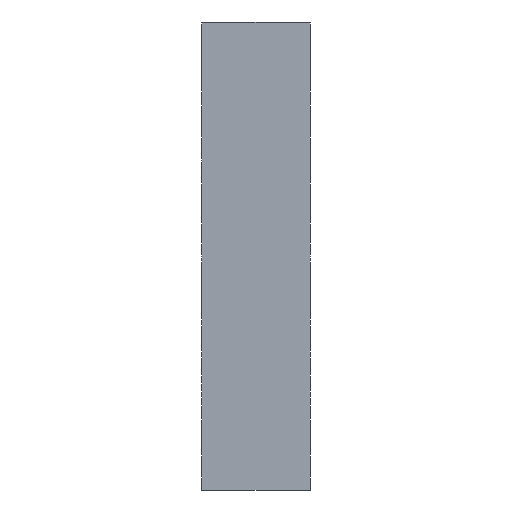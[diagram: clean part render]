
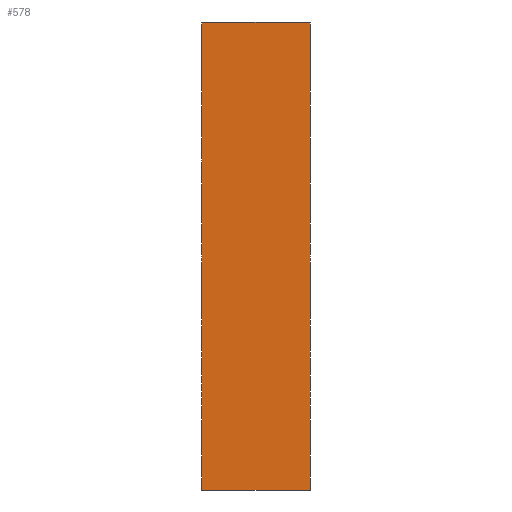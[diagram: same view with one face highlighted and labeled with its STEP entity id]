
A CAD part, front view. The second image highlights one B-rep face of the part: STEP entity #578.
In plain terms, the highlighted planar face has unit normal (0, -1, 0).
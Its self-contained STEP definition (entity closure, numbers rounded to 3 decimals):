
#25=PLANE('',#660);
#54=FACE_OUTER_BOUND('',#88,.T.);
#88=EDGE_LOOP('',(#501,#502,#503,#504));
#101=LINE('',#875,#149);
#124=LINE('',#975,#172);
#133=LINE('',#996,#181);
#140=LINE('',#1015,#188);
#149=VECTOR('',#689,10.);
#172=VECTOR('',#778,10.);
#181=VECTOR('',#807,10.);
#188=VECTOR('',#834,10.);
#235=VERTEX_POINT('',#872);
#236=VERTEX_POINT('',#874);
#279=VERTEX_POINT('',#972);
#280=VERTEX_POINT('',#974);
#293=EDGE_CURVE('',#236,#235,#101,.T.);
#344=EDGE_CURVE('',#280,#279,#124,.T.);
#355=EDGE_CURVE('',#280,#235,#133,.T.);
#364=EDGE_CURVE('',#279,#236,#140,.T.);
#501=ORIENTED_EDGE('',*,*,#344,.T.);
#502=ORIENTED_EDGE('',*,*,#364,.T.);
#503=ORIENTED_EDGE('',*,*,#293,.T.);
#504=ORIENTED_EDGE('',*,*,#355,.F.);
#578=ADVANCED_FACE('',(#54),#25,.T.);
#660=AXIS2_PLACEMENT_3D('',#1014,#832,#833);
#689=DIRECTION('',(0.,0.,-1.));
#778=DIRECTION('',(0.,0.,1.));
#807=DIRECTION('',(-1.,0.,0.));
#832=DIRECTION('center_axis',(0.,-1.,0.));
#833=DIRECTION('ref_axis',(0.,0.,-1.));
#834=DIRECTION('',(-1.,0.,0.));
#872=CARTESIAN_POINT('',(0.,0.,-86.));
#874=CARTESIAN_POINT('',(0.,0.,0.));
#875=CARTESIAN_POINT('',(0.,0.,0.));
#972=CARTESIAN_POINT('',(20.,0.,0.));
#974=CARTESIAN_POINT('',(20.,0.,-86.));
#975=CARTESIAN_POINT('',(20.,0.,-86.));
#996=CARTESIAN_POINT('',(20.,0.,-86.));
#1014=CARTESIAN_POINT('Origin',(40.,0.,-40.));
#1015=CARTESIAN_POINT('',(80.,0.,0.));
